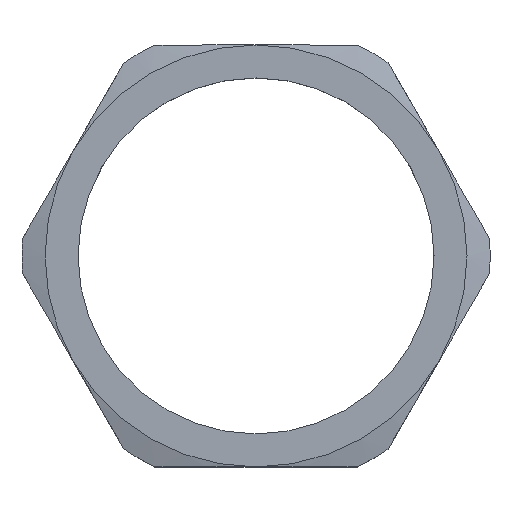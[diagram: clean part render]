
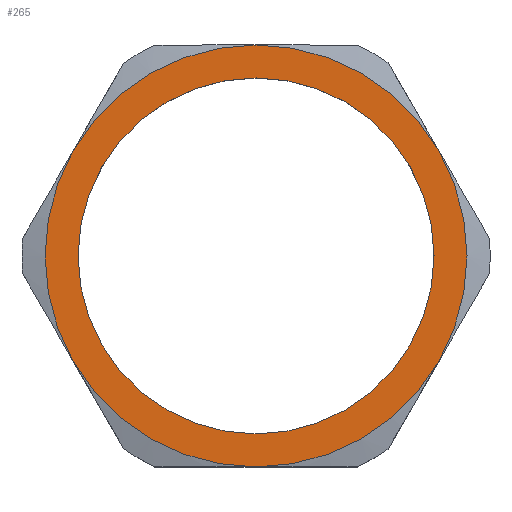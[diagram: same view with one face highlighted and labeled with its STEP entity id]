
A CAD part, top view. The second image highlights one B-rep face of the part: STEP entity #265.
In plain terms, the highlighted planar face has unit normal (0, 0, 1).
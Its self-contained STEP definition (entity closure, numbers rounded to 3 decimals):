
#26 = CIRCLE ( 'NONE', #129, 16. ) ;
#55 = AXIS2_PLACEMENT_3D ( 'NONE', #249, #247, #238 ) ;
#59 = AXIS2_PLACEMENT_3D ( 'NONE', #363, #362, #360 ) ;
#73 = AXIS2_PLACEMENT_3D ( 'NONE', #432, #429, #428 ) ;
#99 = ORIENTED_EDGE ( 'NONE', *, *, #390, .F. ) ;
#109 = AXIS2_PLACEMENT_3D ( 'NONE', #579, #576, #575 ) ;
#112 = EDGE_LOOP ( 'NONE', ( #236, #785, #777, #131, #99, #142 ) ) ;
#117 = DIRECTION ( 'NONE',  ( 0., 0., -1. ) ) ;
#129 = AXIS2_PLACEMENT_3D ( 'NONE', #637, #636, #635 ) ;
#130 = VERTEX_POINT ( 'NONE', #543 ) ;
#131 = ORIENTED_EDGE ( 'NONE', *, *, #463, .F. ) ;
#133 = AXIS2_PLACEMENT_3D ( 'NONE', #709, #706, #705 ) ;
#141 = AXIS2_PLACEMENT_3D ( 'NONE', #749, #743, #742 ) ;
#142 = ORIENTED_EDGE ( 'NONE', *, *, #703, .F. ) ;
#146 = CIRCLE ( 'NONE', #73, 13.5 ) ;
#159 = CIRCLE ( 'NONE', #59, 16. ) ;
#174 = AXIS2_PLACEMENT_3D ( 'NONE', #380, #117, #371 ) ;
#177 = AXIS2_PLACEMENT_3D ( 'NONE', #746, #654, #478 ) ;
#198 = CIRCLE ( 'NONE', #55, 16. ) ;
#227 = CARTESIAN_POINT ( 'NONE',  ( 13.5, 0., 1.75 ) ) ;
#236 = ORIENTED_EDGE ( 'NONE', *, *, #679, .F. ) ;
#238 = DIRECTION ( 'NONE',  ( 0., 1., 0. ) ) ;
#247 = DIRECTION ( 'NONE',  ( 0., 0., -1. ) ) ;
#249 = CARTESIAN_POINT ( 'NONE',  ( 0., 0., 1.75 ) ) ;
#265 = ADVANCED_FACE ( 'NONE', ( #594, #526 ), #491, .T. ) ;
#282 = CARTESIAN_POINT ( 'NONE',  ( -13.5, 0., 1.75 ) ) ;
#286 = EDGE_CURVE ( 'NONE', #130, #311, #441, .T. ) ;
#311 = VERTEX_POINT ( 'NONE', #794 ) ;
#319 = EDGE_CURVE ( 'NONE', #311, #604, #486, .T. ) ;
#334 = EDGE_CURVE ( 'NONE', #723, #699, #511, .T. ) ;
#359 = VERTEX_POINT ( 'NONE', #686 ) ;
#360 = DIRECTION ( 'NONE',  ( 0., 1., 0. ) ) ;
#362 = DIRECTION ( 'NONE',  ( 0., 0., -1. ) ) ;
#363 = CARTESIAN_POINT ( 'NONE',  ( 0., 0., 1.75 ) ) ;
#371 = DIRECTION ( 'NONE',  ( 0., 1., 0. ) ) ;
#380 = CARTESIAN_POINT ( 'NONE',  ( 0., 0., 1.75 ) ) ;
#388 = VERTEX_POINT ( 'NONE', #644 ) ;
#390 = EDGE_CURVE ( 'NONE', #492, #388, #26, .T. ) ;
#403 = CIRCLE ( 'NONE', #109, 16. ) ;
#428 = DIRECTION ( 'NONE',  ( 1., 0., 0. ) ) ;
#429 = DIRECTION ( 'NONE',  ( 0., 0., 1. ) ) ;
#432 = CARTESIAN_POINT ( 'NONE',  ( 0., 0., 1.75 ) ) ;
#437 = CARTESIAN_POINT ( 'NONE',  ( 0., 16., 1.75 ) ) ;
#441 = CIRCLE ( 'NONE', #174, 16. ) ;
#450 = ORIENTED_EDGE ( 'NONE', *, *, #603, .F. ) ;
#463 = EDGE_CURVE ( 'NONE', #388, #130, #403, .T. ) ;
#478 = DIRECTION ( 'NONE',  ( 1., 0., 0. ) ) ;
#486 = CIRCLE ( 'NONE', #141, 16. ) ;
#491 = PLANE ( 'NONE',  #177 ) ;
#492 = VERTEX_POINT ( 'NONE', #569 ) ;
#511 = CIRCLE ( 'NONE', #133, 13.5 ) ;
#526 = FACE_OUTER_BOUND ( 'NONE', #112, .T. ) ;
#543 = CARTESIAN_POINT ( 'NONE',  ( -13.856, -8., 1.75 ) ) ;
#569 = CARTESIAN_POINT ( 'NONE',  ( 13.856, -8., 1.75 ) ) ;
#575 = DIRECTION ( 'NONE',  ( 0., 1., 0. ) ) ;
#576 = DIRECTION ( 'NONE',  ( 0., 0., -1. ) ) ;
#579 = CARTESIAN_POINT ( 'NONE',  ( 0., 0., 1.75 ) ) ;
#590 = EDGE_LOOP ( 'NONE', ( #598, #450 ) ) ;
#594 = FACE_BOUND ( 'NONE', #590, .T. ) ;
#598 = ORIENTED_EDGE ( 'NONE', *, *, #334, .F. ) ;
#603 = EDGE_CURVE ( 'NONE', #699, #723, #146, .T. ) ;
#604 = VERTEX_POINT ( 'NONE', #437 ) ;
#635 = DIRECTION ( 'NONE',  ( 0., 1., 0. ) ) ;
#636 = DIRECTION ( 'NONE',  ( 0., 0., -1. ) ) ;
#637 = CARTESIAN_POINT ( 'NONE',  ( 0., 0., 1.75 ) ) ;
#644 = CARTESIAN_POINT ( 'NONE',  ( 0., -16., 1.75 ) ) ;
#654 = DIRECTION ( 'NONE',  ( 0., 0., 1. ) ) ;
#679 = EDGE_CURVE ( 'NONE', #604, #359, #159, .T. ) ;
#686 = CARTESIAN_POINT ( 'NONE',  ( 13.856, 8., 1.75 ) ) ;
#699 = VERTEX_POINT ( 'NONE', #282 ) ;
#703 = EDGE_CURVE ( 'NONE', #359, #492, #198, .T. ) ;
#705 = DIRECTION ( 'NONE',  ( 1., 0., 0. ) ) ;
#706 = DIRECTION ( 'NONE',  ( 0., 0., 1. ) ) ;
#709 = CARTESIAN_POINT ( 'NONE',  ( 0., 0., 1.75 ) ) ;
#723 = VERTEX_POINT ( 'NONE', #227 ) ;
#742 = DIRECTION ( 'NONE',  ( 0., 1., 0. ) ) ;
#743 = DIRECTION ( 'NONE',  ( 0., 0., -1. ) ) ;
#746 = CARTESIAN_POINT ( 'NONE',  ( 0., 0., 1.75 ) ) ;
#749 = CARTESIAN_POINT ( 'NONE',  ( 0., 0., 1.75 ) ) ;
#777 = ORIENTED_EDGE ( 'NONE', *, *, #286, .F. ) ;
#785 = ORIENTED_EDGE ( 'NONE', *, *, #319, .F. ) ;
#794 = CARTESIAN_POINT ( 'NONE',  ( -13.856, 8., 1.75 ) ) ;
